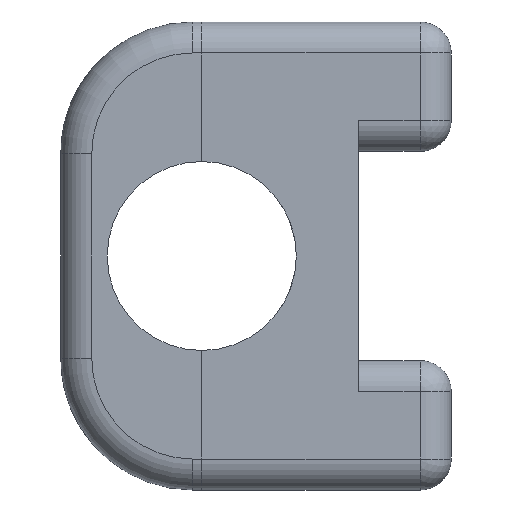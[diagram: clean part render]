
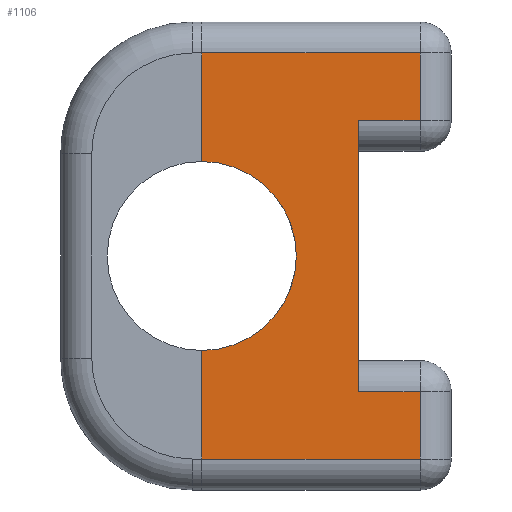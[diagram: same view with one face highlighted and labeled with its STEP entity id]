
A CAD part, front view. The second image highlights one B-rep face of the part: STEP entity #1106.
In plain terms, the highlighted planar face has unit normal (0, -1, 0).
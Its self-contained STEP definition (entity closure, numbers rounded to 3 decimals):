
#44=PLANE('',#1230);
#65=LINE('',#1714,#141);
#71=LINE('',#1740,#147);
#74=LINE('',#1747,#150);
#88=LINE('',#1800,#164);
#92=LINE('',#1813,#168);
#95=LINE('',#1820,#171);
#99=LINE('',#1833,#175);
#100=LINE('',#1836,#176);
#101=LINE('',#1837,#177);
#141=VECTOR('',#1344,10.);
#147=VECTOR('',#1374,10.);
#150=VECTOR('',#1381,10.);
#164=VECTOR('',#1439,10.);
#168=VECTOR('',#1455,10.);
#171=VECTOR('',#1462,10.);
#175=VECTOR('',#1478,10.);
#176=VECTOR('',#1481,10.);
#177=VECTOR('',#1482,10.);
#278=FACE_OUTER_BOUND('',#348,.T.);
#348=EDGE_LOOP('',(#849,#850,#851,#852,#853,#854,#855,#856,#857,#858));
#434=CIRCLE('',#1231,6.1);
#483=VERTEX_POINT('',#1702);
#486=VERTEX_POINT('',#1712);
#494=VERTEX_POINT('',#1736);
#495=VERTEX_POINT('',#1743);
#510=VERTEX_POINT('',#1788);
#513=VERTEX_POINT('',#1798);
#515=VERTEX_POINT('',#1804);
#517=VERTEX_POINT('',#1816);
#521=VERTEX_POINT('',#1832);
#522=VERTEX_POINT('',#1834);
#588=EDGE_CURVE('',#486,#483,#65,.T.);
#601=EDGE_CURVE('',#483,#494,#71,.T.);
#605=EDGE_CURVE('',#494,#495,#74,.T.);
#631=EDGE_CURVE('',#513,#510,#88,.T.);
#638=EDGE_CURVE('',#510,#515,#92,.T.);
#642=EDGE_CURVE('',#515,#517,#95,.T.);
#648=EDGE_CURVE('',#486,#521,#99,.T.);
#649=EDGE_CURVE('',#521,#522,#434,.T.);
#650=EDGE_CURVE('',#522,#517,#100,.T.);
#651=EDGE_CURVE('',#513,#495,#101,.T.);
#849=ORIENTED_EDGE('',*,*,#588,.F.);
#850=ORIENTED_EDGE('',*,*,#648,.T.);
#851=ORIENTED_EDGE('',*,*,#649,.T.);
#852=ORIENTED_EDGE('',*,*,#650,.T.);
#853=ORIENTED_EDGE('',*,*,#642,.F.);
#854=ORIENTED_EDGE('',*,*,#638,.F.);
#855=ORIENTED_EDGE('',*,*,#631,.F.);
#856=ORIENTED_EDGE('',*,*,#651,.T.);
#857=ORIENTED_EDGE('',*,*,#605,.F.);
#858=ORIENTED_EDGE('',*,*,#601,.F.);
#1106=ADVANCED_FACE('',(#278),#44,.F.);
#1230=AXIS2_PLACEMENT_3D('',#1831,#1476,#1477);
#1231=AXIS2_PLACEMENT_3D('',#1835,#1479,#1480);
#1344=DIRECTION('',(1.,0.,0.));
#1374=DIRECTION('',(0.,0.,-1.));
#1381=DIRECTION('',(-1.,0.,0.));
#1439=DIRECTION('',(1.,0.,0.));
#1455=DIRECTION('',(0.,0.,-1.));
#1462=DIRECTION('',(-1.,0.,0.));
#1476=DIRECTION('center_axis',(0.,1.,0.));
#1477=DIRECTION('ref_axis',(0.,0.,1.));
#1478=DIRECTION('',(0.,0.,-1.));
#1479=DIRECTION('center_axis',(0.,1.,0.));
#1480=DIRECTION('ref_axis',(0.,0.,-1.));
#1481=DIRECTION('',(0.,0.,-1.));
#1482=DIRECTION('',(0.,0.,1.));
#1702=CARTESIAN_POINT('',(14.1,-5.,13.1));
#1712=CARTESIAN_POINT('',(0.,-5.,13.1));
#1714=CARTESIAN_POINT('',(4.227,-5.,13.1));
#1736=CARTESIAN_POINT('',(14.1,-5.,8.75));
#1740=CARTESIAN_POINT('',(14.1,-5.,7.55));
#1743=CARTESIAN_POINT('',(10.1,-5.,8.75));
#1747=CARTESIAN_POINT('',(12.277,-5.,8.75));
#1788=CARTESIAN_POINT('',(14.1,-5.,-8.75));
#1798=CARTESIAN_POINT('',(10.1,-5.,-8.75));
#1800=CARTESIAN_POINT('',(9.277,-5.,-8.75));
#1804=CARTESIAN_POINT('',(14.1,-5.,-13.1));
#1813=CARTESIAN_POINT('',(14.1,-5.,7.55));
#1816=CARTESIAN_POINT('',(0.,-5.,-13.1));
#1820=CARTESIAN_POINT('',(12.277,-5.,-13.1));
#1831=CARTESIAN_POINT('Origin',(8.454,-5.,0.));
#1832=CARTESIAN_POINT('',(0.,-5.,6.1));
#1833=CARTESIAN_POINT('',(0.,-5.,6.1));
#1834=CARTESIAN_POINT('',(0.,-5.,-6.1));
#1835=CARTESIAN_POINT('Origin',(0.,-5.,0.));
#1836=CARTESIAN_POINT('',(0.,-5.,-15.1));
#1837=CARTESIAN_POINT('',(10.1,-5.,3.375));
